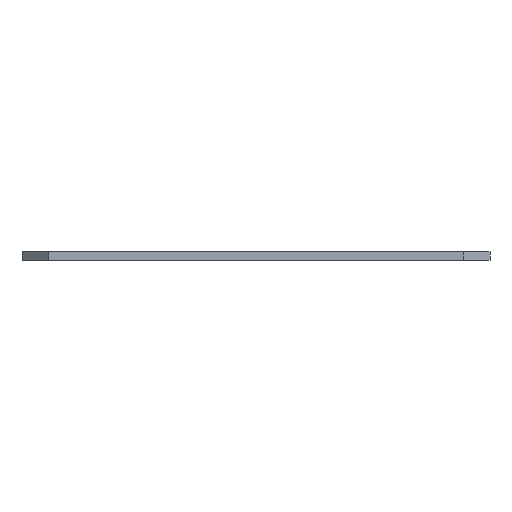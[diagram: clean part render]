
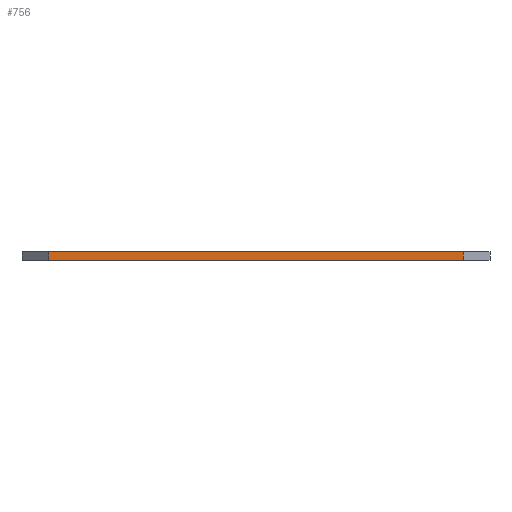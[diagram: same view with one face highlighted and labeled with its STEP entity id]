
A CAD part, left-side view. The second image highlights one B-rep face of the part: STEP entity #756.
In plain terms, the highlighted planar face has unit normal (-1, 0, 0).
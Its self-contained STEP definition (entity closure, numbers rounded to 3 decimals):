
#50=PLANE('',#828);
#88=FACE_OUTER_BOUND('',#130,.T.);
#130=EDGE_LOOP('',(#629,#630,#631,#632));
#196=LINE('',#1218,#268);
#213=LINE('',#1253,#285);
#215=LINE('',#1256,#287);
#216=LINE('',#1257,#288);
#268=VECTOR('',#1006,8.);
#285=VECTOR('',#1035,8.);
#287=VECTOR('',#1039,386.5);
#288=VECTOR('',#1040,386.5);
#377=VERTEX_POINT('',#1211);
#380=VERTEX_POINT('',#1216);
#391=VERTEX_POINT('',#1250);
#392=VERTEX_POINT('',#1252);
#476=EDGE_CURVE('',#380,#377,#196,.T.);
#493=EDGE_CURVE('',#392,#391,#213,.T.);
#495=EDGE_CURVE('',#391,#377,#215,.T.);
#496=EDGE_CURVE('',#380,#392,#216,.T.);
#629=ORIENTED_EDGE('',*,*,#495,.T.);
#630=ORIENTED_EDGE('',*,*,#476,.F.);
#631=ORIENTED_EDGE('',*,*,#496,.T.);
#632=ORIENTED_EDGE('',*,*,#493,.T.);
#756=ADVANCED_FACE('',(#88),#50,.T.);
#828=AXIS2_PLACEMENT_3D('',#1255,#1037,#1038);
#1006=DIRECTION('',(0.,0.,1.));
#1035=DIRECTION('',(0.,0.,1.));
#1037=DIRECTION('center_axis',(-1.,0.,0.));
#1038=DIRECTION('ref_axis',(0.,0.,1.));
#1039=DIRECTION('',(0.,1.,0.));
#1040=DIRECTION('',(0.,-1.,0.));
#1211=CARTESIAN_POINT('',(-179.5,193.25,8.));
#1216=CARTESIAN_POINT('',(-179.5,193.25,0.));
#1218=CARTESIAN_POINT('',(-179.5,193.25,0.));
#1250=CARTESIAN_POINT('',(-179.5,-193.25,8.));
#1252=CARTESIAN_POINT('',(-179.5,-193.25,0.));
#1253=CARTESIAN_POINT('',(-179.5,-193.25,0.));
#1255=CARTESIAN_POINT('Origin',(-179.5,-193.25,0.));
#1256=CARTESIAN_POINT('',(-179.5,218.25,8.));
#1257=CARTESIAN_POINT('',(-179.5,218.25,0.));
